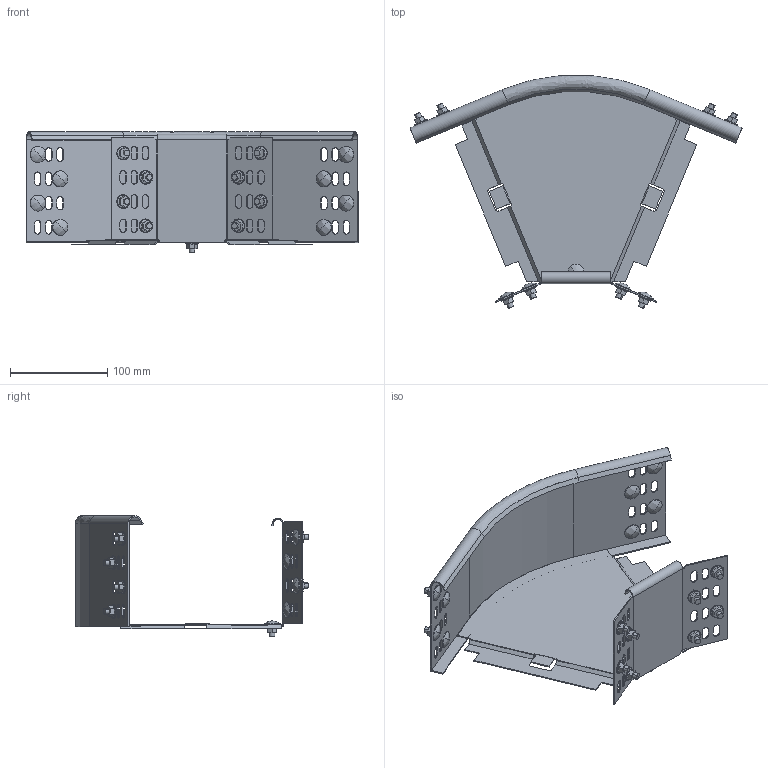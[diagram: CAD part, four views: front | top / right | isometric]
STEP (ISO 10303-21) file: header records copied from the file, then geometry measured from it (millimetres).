
FILE_DESCRIPTION (( 'STEP AP214' ), '1' );
FILE_NAME ('7000650.STEP', '2019-11-13T07:54:09', ( '' ), ( '' ), 'SwSTEP 2.0', 'SolidWorks 2018', '' );
FILE_SCHEMA (( 'AUTOMOTIVE_DESIGN' ));
Length unit declared in the file: millimetre
Products named in the file (6): KTS 06.120-010_Bodenblech zu B=200; KTS 06.157-019_Aussenholm H=110 - B=200; KTS 07.049-001_Winkelverbinder 45ø; 7000650; 020342_DIN 603 M6x12; 020262_DIN EN 1661 - M6
Assembly tree (37 placements, depth 2):
  7000650
    KTS 06.120-010_Bodenblech zu B=200
    KTS 06.157-019_Aussenholm H=110 - B=200
    KTS 07.049-001_Winkelverbinder 45ø
    020342_DIN 603 M6x12  x17
    020262_DIN EN 1661 - M6  x17
Bounding box: 342.24 x 240.05 x 124.25 mm (x, y, z)
Volume: 147543.3 mm3; surface area: 241834.6 mm2
Topology: 37 solids, 37 shells, 968 faces, 2454 edges, 1573 vertices
Faces by surface type: plane 513, cylinder 308, bspline 110, cone 37
Entity records: 17551 total; most frequent: CARTESIAN_POINT 2747, ORIENTED_EDGE 2156, DIRECTION 2133, EDGE_CURVE 1078, VECTOR 767, LINE 767, VERTEX_POINT 709, AXIS2_PLACEMENT_3D 683
